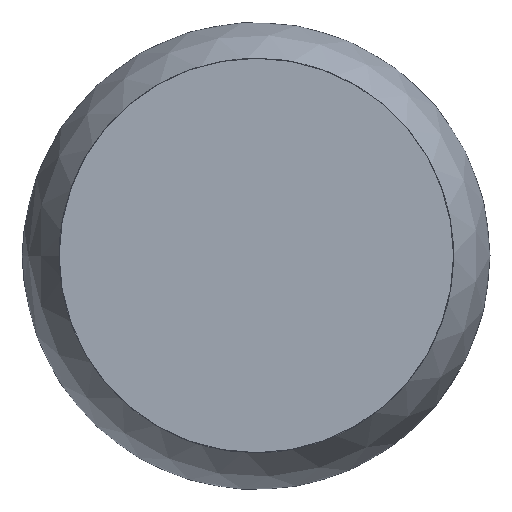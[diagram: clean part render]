
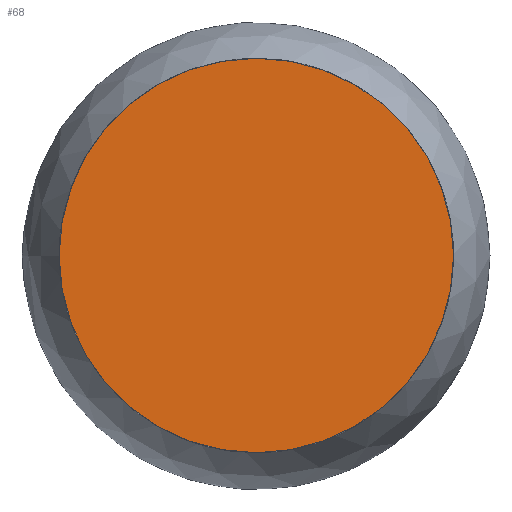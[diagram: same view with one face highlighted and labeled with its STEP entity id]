
A CAD part, top view. The second image highlights one B-rep face of the part: STEP entity #68.
In plain terms, the highlighted planar face has unit normal (0, 0, 1).
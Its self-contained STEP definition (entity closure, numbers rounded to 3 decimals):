
#16=PLANE('',#88);
#22=FACE_OUTER_BOUND('',#26,.T.);
#26=EDGE_LOOP('',(#60));
#30=CIRCLE('',#87,7.467);
#39=VERTEX_POINT('',#286);
#46=EDGE_CURVE('',#39,#39,#30,.T.);
#60=ORIENTED_EDGE('',*,*,#46,.T.);
#68=ADVANCED_FACE('',(#22),#16,.T.);
#87=AXIS2_PLACEMENT_3D('',#287,#99,#100);
#88=AXIS2_PLACEMENT_3D('',#289,#102,#103);
#99=DIRECTION('center_axis',(0.,0.,1.));
#100=DIRECTION('ref_axis',(1.,0.,0.));
#102=DIRECTION('center_axis',(0.,0.,1.));
#103=DIRECTION('ref_axis',(1.,0.,0.));
#286=CARTESIAN_POINT('',(0.,7.467,12.));
#287=CARTESIAN_POINT('Origin',(0.,0.,12.));
#289=CARTESIAN_POINT('Origin',(0.,0.,12.));
